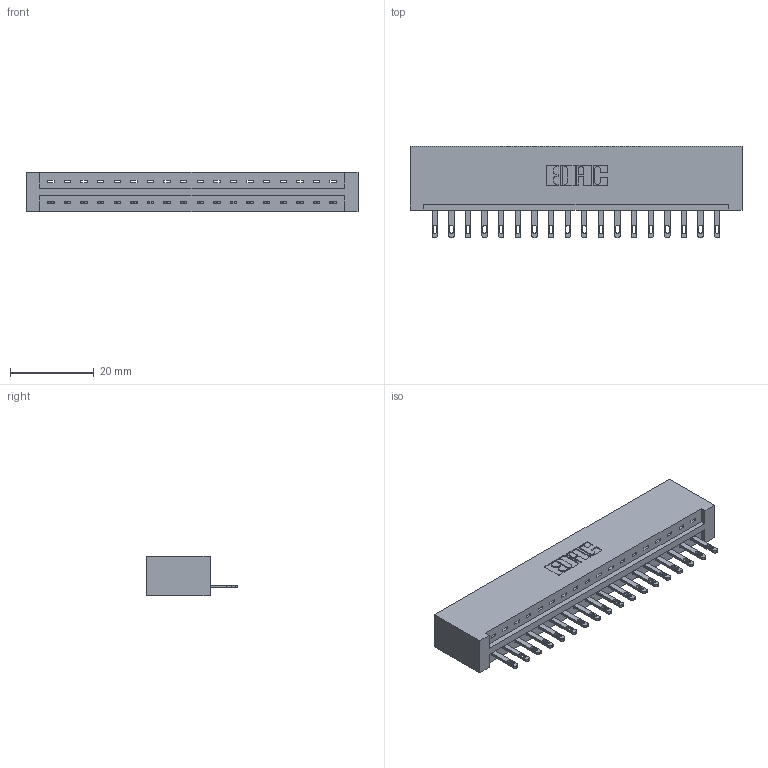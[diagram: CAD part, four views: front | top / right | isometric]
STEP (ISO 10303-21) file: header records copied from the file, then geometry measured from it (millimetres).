
FILE_DESCRIPTION (( 'STEP AP203' ), '1' );
FILE_NAME ('337-018-500-101.STEP', '2019-09-28T19:26:13', ( '' ), ( '' ), 'SwSTEP 2.0', 'SolidWorks 2016', '' );
FILE_SCHEMA (( 'CONFIG_CONTROL_DESIGN' ));
Length unit declared in the file: inch
Products named in the file (3): 337 Part_No Mounting Lugs; 337-018-500-101; 345-292-001_345-293-100
Assembly tree (19 placements, depth 2):
  337-018-500-101
    337 Part_No Mounting Lugs
    345-292-001_345-293-100  x18
Bounding box: 79.2 x 21.85 x 9.4 mm (x, y, z)
Volume: 8680.7 mm3; surface area: 8860.5 mm2
Topology: 19 solids, 19 shells, 1150 faces, 3527 edges, 2350 vertices
Faces by surface type: plane 786, cylinder 364
Entity records: 16137 total; most frequent: CARTESIAN_POINT 2816, ORIENTED_EDGE 2770, DIRECTION 2413, EDGE_CURVE 1385, LINE 1261, VECTOR 1261, VERTEX_POINT 922, AXIS2_PLACEMENT_3D 576
